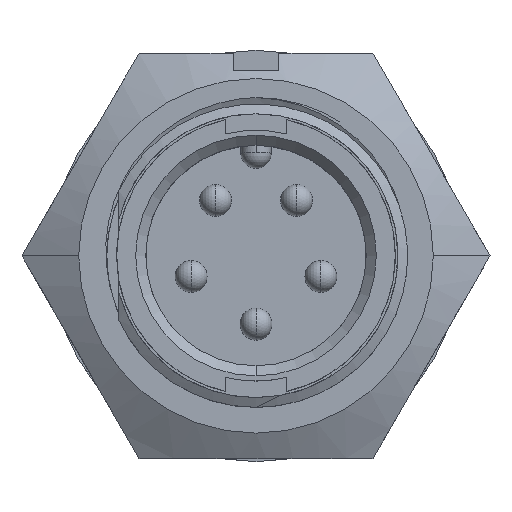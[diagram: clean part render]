
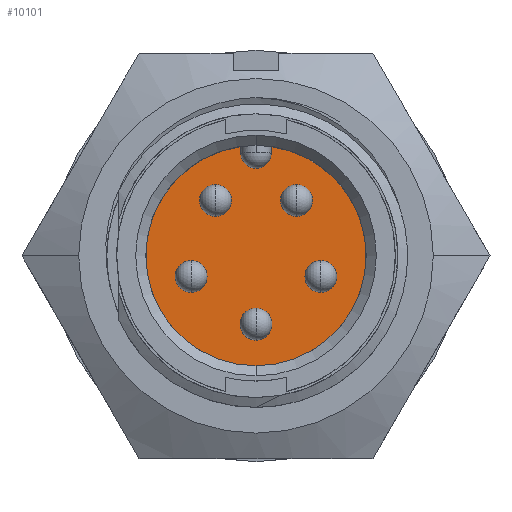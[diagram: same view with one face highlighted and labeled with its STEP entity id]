
A CAD part, top view. The second image highlights one B-rep face of the part: STEP entity #10101.
In plain terms, the highlighted planar face has unit normal (0, 0, 1).
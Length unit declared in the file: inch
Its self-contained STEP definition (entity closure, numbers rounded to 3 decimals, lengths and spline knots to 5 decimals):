
#124 = EDGE_CURVE ( 'NONE', #7105, #7236, #7297, .T. ) ;
#143 = EDGE_CURVE ( 'NONE', #7135, #7176, #6585, .T. ) ;
#156 = EDGE_CURVE ( 'NONE', #7059, #7181, #7660, .T. ) ;
#367 = CARTESIAN_POINT ( 'NONE',  ( 0., -0.135, -0.3 ) ) ;
#368 = DIRECTION ( 'NONE',  ( 0., 0., 1. ) ) ;
#369 = DIRECTION ( 'NONE',  ( 1., 0., 0. ) ) ;
#394 = CARTESIAN_POINT ( 'NONE',  ( 0., 0.2025, -0.3 ) ) ;
#395 = DIRECTION ( 'NONE',  ( 0., 0., -1. ) ) ;
#396 = DIRECTION ( 'NONE',  ( 1., 0., 0. ) ) ;
#5057 = PLANE ( 'NONE',  #11145 ) ;
#5058 = CARTESIAN_POINT ( 'NONE',  ( 0., 0.2025, -0.3 ) ) ;
#5059 = DIRECTION ( 'NONE',  ( 0., 0., 1. ) ) ;
#5060 = DIRECTION ( 'NONE',  ( 1., 0., 0. ) ) ;
#6585 = CIRCLE ( 'NONE', #7657, 0.0315 ) ;
#7044 = EDGE_LOOP ( 'NONE', ( #7991, #7900, #7792, #7765, #7823 ) ) ;
#7047 = VERTEX_POINT ( 'NONE', #9286 ) ;
#7059 = VERTEX_POINT ( 'NONE', #9296 ) ;
#7061 = VERTEX_POINT ( 'NONE', #9298 ) ;
#7070 = VERTEX_POINT ( 'NONE', #9306 ) ;
#7072 = VERTEX_POINT ( 'NONE', #9308 ) ;
#7097 = VERTEX_POINT ( 'NONE', #9332 ) ;
#7105 = VERTEX_POINT ( 'NONE', #9338 ) ;
#7135 = VERTEX_POINT ( 'NONE', #9365 ) ;
#7164 = VERTEX_POINT ( 'NONE', #9390 ) ;
#7176 = VERTEX_POINT ( 'NONE', #9398 ) ;
#7181 = VERTEX_POINT ( 'NONE', #9402 ) ;
#7236 = VERTEX_POINT ( 'NONE', #9449 ) ;
#7290 = AXIS2_PLACEMENT_3D ( 'NONE', #12322, #12323, #12324 ) ;
#7297 = CIRCLE ( 'NONE', #7290, 0.0315 ) ;
#7374 = VECTOR ( 'NONE', #9797, 39.37008 ) ;
#7389 = VECTOR ( 'NONE', #9881, 39.37008 ) ;
#7402 = CIRCLE ( 'NONE', #7414, 0.0315 ) ;
#7406 = CIRCLE ( 'NONE', #7408, 0.0315 ) ;
#7408 = AXIS2_PLACEMENT_3D ( 'NONE', #9941, #9942, #9943 ) ;
#7414 = AXIS2_PLACEMENT_3D ( 'NONE', #10159, #10160, #10161 ) ;
#7415 = CIRCLE ( 'NONE', #7416, 0.0315 ) ;
#7416 = AXIS2_PLACEMENT_3D ( 'NONE', #10184, #10185, #10186 ) ;
#7418 = CIRCLE ( 'NONE', #7420, 0.2175 ) ;
#7420 = AXIS2_PLACEMENT_3D ( 'NONE', #10201, #10202, #10203 ) ;
#7425 = CIRCLE ( 'NONE', #7426, 0.0315 ) ;
#7426 = AXIS2_PLACEMENT_3D ( 'NONE', #10220, #10221, #10222 ) ;
#7445 = CIRCLE ( 'NONE', #7447, 0.0315 ) ;
#7447 = AXIS2_PLACEMENT_3D ( 'NONE', #10308, #10309, #10310 ) ;
#7466 = CIRCLE ( 'NONE', #7467, 0.2175 ) ;
#7467 = AXIS2_PLACEMENT_3D ( 'NONE', #10348, #10349, #10350 ) ;
#7565 = CIRCLE ( 'NONE', #7569, 0.0315 ) ;
#7569 = AXIS2_PLACEMENT_3D ( 'NONE', #10733, #10734, #10735 ) ;
#7657 = AXIS2_PLACEMENT_3D ( 'NONE', #9032, #9033, #9034 ) ;
#7660 = CIRCLE ( 'NONE', #8310, 0.0315 ) ;
#7676 = VERTEX_POINT ( 'NONE', #9457 ) ;
#7691 = VERTEX_POINT ( 'NONE', #9460 ) ;
#7712 = ORIENTED_EDGE ( 'NONE', *, *, #8525, .F. ) ;
#7738 = ORIENTED_EDGE ( 'NONE', *, *, #8514, .F. ) ;
#7760 = ORIENTED_EDGE ( 'NONE', *, *, #124, .F. ) ;
#7765 = ORIENTED_EDGE ( 'NONE', *, *, #8560, .T. ) ;
#7769 = ORIENTED_EDGE ( 'NONE', *, *, #8503, .F. ) ;
#7789 = ORIENTED_EDGE ( 'NONE', *, *, #156, .F. ) ;
#7792 = ORIENTED_EDGE ( 'NONE', *, *, #8519, .T. ) ;
#7823 = ORIENTED_EDGE ( 'NONE', *, *, #8483, .T. ) ;
#7826 = VERTEX_POINT ( 'NONE', #9504 ) ;
#7846 = ORIENTED_EDGE ( 'NONE', *, *, #8545, .F. ) ;
#7880 = ORIENTED_EDGE ( 'NONE', *, *, #143, .F. ) ;
#7900 = ORIENTED_EDGE ( 'NONE', *, *, #8464, .T. ) ;
#7905 = ORIENTED_EDGE ( 'NONE', *, *, #8511, .F. ) ;
#7991 = ORIENTED_EDGE ( 'NONE', *, *, #8778, .T. ) ;
#8008 = ORIENTED_EDGE ( 'NONE', *, *, #8668, .F. ) ;
#8121 = ORIENTED_EDGE ( 'NONE', *, *, #8773, .F. ) ;
#8310 = AXIS2_PLACEMENT_3D ( 'NONE', #9074, #9075, #9076 ) ;
#8359 = EDGE_LOOP ( 'NONE', ( #7846, #7760 ) ) ;
#8361 = EDGE_LOOP ( 'NONE', ( #7905, #7769 ) ) ;
#8370 = EDGE_LOOP ( 'NONE', ( #8008, #7880 ) ) ;
#8414 = EDGE_LOOP ( 'NONE', ( #7738, #7789 ) ) ;
#8464 = EDGE_CURVE ( 'NONE', #7691, #7061, #11660, .T. ) ;
#8483 = EDGE_CURVE ( 'NONE', #7826, #7676, #11547, .T. ) ;
#8503 = EDGE_CURVE ( 'NONE', #7097, #7047, #7406, .T. ) ;
#8511 = EDGE_CURVE ( 'NONE', #7047, #7097, #7402, .T. ) ;
#8514 = EDGE_CURVE ( 'NONE', #7181, #7059, #7415, .T. ) ;
#8519 = EDGE_CURVE ( 'NONE', #7061, #7072, #7418, .T. ) ;
#8525 = EDGE_CURVE ( 'NONE', #7070, #7164, #7425, .T. ) ;
#8545 = EDGE_CURVE ( 'NONE', #7236, #7105, #7445, .T. ) ;
#8560 = EDGE_CURVE ( 'NONE', #7072, #7826, #7466, .T. ) ;
#8668 = EDGE_CURVE ( 'NONE', #7176, #7135, #7565, .T. ) ;
#8773 = EDGE_CURVE ( 'NONE', #7164, #7070, #11089, .T. ) ;
#8778 = EDGE_CURVE ( 'NONE', #7676, #7691, #11092, .T. ) ;
#9032 = CARTESIAN_POINT ( 'NONE',  ( -0.08, 0.109, -0.3 ) ) ;
#9033 = DIRECTION ( 'NONE',  ( 0., 0., 1. ) ) ;
#9034 = DIRECTION ( 'NONE',  ( 1., 0., 0. ) ) ;
#9074 = CARTESIAN_POINT ( 'NONE',  ( 0.08, 0.109, -0.3 ) ) ;
#9075 = DIRECTION ( 'NONE',  ( 0., 0., 1. ) ) ;
#9076 = DIRECTION ( 'NONE',  ( 1., 0., 0. ) ) ;
#9286 = CARTESIAN_POINT ( 'NONE',  ( 0.1595, -0.041, -0.3 ) ) ;
#9296 = CARTESIAN_POINT ( 'NONE',  ( 0.0485, 0.109, -0.3 ) ) ;
#9298 = CARTESIAN_POINT ( 'NONE',  ( -0.03, 0.21542, -0.3 ) ) ;
#9306 = CARTESIAN_POINT ( 'NONE',  ( -0.0315, -0.135, -0.3 ) ) ;
#9308 = CARTESIAN_POINT ( 'NONE',  ( 0., -0.2175, -0.3 ) ) ;
#9332 = CARTESIAN_POINT ( 'NONE',  ( 0.0965, -0.041, -0.3 ) ) ;
#9338 = CARTESIAN_POINT ( 'NONE',  ( -0.1595, -0.041, -0.3 ) ) ;
#9365 = CARTESIAN_POINT ( 'NONE',  ( -0.1115, 0.109, -0.3 ) ) ;
#9390 = CARTESIAN_POINT ( 'NONE',  ( 0.0315, -0.135, -0.3 ) ) ;
#9398 = CARTESIAN_POINT ( 'NONE',  ( -0.0485, 0.109, -0.3 ) ) ;
#9402 = CARTESIAN_POINT ( 'NONE',  ( 0.1115, 0.109, -0.3 ) ) ;
#9449 = CARTESIAN_POINT ( 'NONE',  ( -0.0965, -0.041, -0.3 ) ) ;
#9457 = CARTESIAN_POINT ( 'NONE',  ( 0.03, 0.2025, -0.3 ) ) ;
#9460 = CARTESIAN_POINT ( 'NONE',  ( -0.03, 0.2025, -0.3 ) ) ;
#9504 = CARTESIAN_POINT ( 'NONE',  ( 0.03, 0.21542, -0.3 ) ) ;
#9796 = CARTESIAN_POINT ( 'NONE',  ( -0.03, 0.2025, -0.3 ) ) ;
#9797 = DIRECTION ( 'NONE',  ( 0., 1., 0. ) ) ;
#9880 = CARTESIAN_POINT ( 'NONE',  ( 0.03, 0.21542, -0.3 ) ) ;
#9881 = DIRECTION ( 'NONE',  ( 0., -1., 0. ) ) ;
#9941 = CARTESIAN_POINT ( 'NONE',  ( 0.128, -0.041, -0.3 ) ) ;
#9942 = DIRECTION ( 'NONE',  ( 0., 0., 1. ) ) ;
#9943 = DIRECTION ( 'NONE',  ( 1., 0., 0. ) ) ;
#10101 = ADVANCED_FACE ( 'NONE', ( #11467, #11468, #11469, #11470, #11471, #11466 ), #5057, .T. ) ;
#10159 = CARTESIAN_POINT ( 'NONE',  ( 0.128, -0.041, -0.3 ) ) ;
#10160 = DIRECTION ( 'NONE',  ( 0., 0., 1. ) ) ;
#10161 = DIRECTION ( 'NONE',  ( 1., 0., 0. ) ) ;
#10184 = CARTESIAN_POINT ( 'NONE',  ( 0.08, 0.109, -0.3 ) ) ;
#10185 = DIRECTION ( 'NONE',  ( 0., 0., 1. ) ) ;
#10186 = DIRECTION ( 'NONE',  ( 1., 0., 0. ) ) ;
#10201 = CARTESIAN_POINT ( 'NONE',  ( 0., 0., -0.3 ) ) ;
#10202 = DIRECTION ( 'NONE',  ( 0., 0., 1. ) ) ;
#10203 = DIRECTION ( 'NONE',  ( 1., 0., 0. ) ) ;
#10220 = CARTESIAN_POINT ( 'NONE',  ( 0., -0.135, -0.3 ) ) ;
#10221 = DIRECTION ( 'NONE',  ( 0., 0., 1. ) ) ;
#10222 = DIRECTION ( 'NONE',  ( 1., 0., 0. ) ) ;
#10308 = CARTESIAN_POINT ( 'NONE',  ( -0.128, -0.041, -0.3 ) ) ;
#10309 = DIRECTION ( 'NONE',  ( 0., 0., 1. ) ) ;
#10310 = DIRECTION ( 'NONE',  ( 1., 0., 0. ) ) ;
#10348 = CARTESIAN_POINT ( 'NONE',  ( 0., 0., -0.3 ) ) ;
#10349 = DIRECTION ( 'NONE',  ( 0., 0., 1. ) ) ;
#10350 = DIRECTION ( 'NONE',  ( 1., 0., 0. ) ) ;
#10733 = CARTESIAN_POINT ( 'NONE',  ( -0.08, 0.109, -0.3 ) ) ;
#10734 = DIRECTION ( 'NONE',  ( 0., 0., 1. ) ) ;
#10735 = DIRECTION ( 'NONE',  ( 1., 0., 0. ) ) ;
#11089 = CIRCLE ( 'NONE', #11090, 0.0315 ) ;
#11090 = AXIS2_PLACEMENT_3D ( 'NONE', #367, #368, #369 ) ;
#11092 = CIRCLE ( 'NONE', #11094, 0.03 ) ;
#11094 = AXIS2_PLACEMENT_3D ( 'NONE', #394, #395, #396 ) ;
#11145 = AXIS2_PLACEMENT_3D ( 'NONE', #5058, #5059, #5060 ) ;
#11466 = FACE_BOUND ( 'NONE', #8414, .T. ) ;
#11467 = FACE_BOUND ( 'NONE', #11823, .T. ) ;
#11468 = FACE_BOUND ( 'NONE', #8361, .T. ) ;
#11469 = FACE_OUTER_BOUND ( 'NONE', #7044, .T. ) ;
#11470 = FACE_BOUND ( 'NONE', #8370, .T. ) ;
#11471 = FACE_BOUND ( 'NONE', #8359, .T. ) ;
#11547 = LINE ( 'NONE', #9880, #7389 ) ;
#11660 = LINE ( 'NONE', #9796, #7374 ) ;
#11823 = EDGE_LOOP ( 'NONE', ( #8121, #7712 ) ) ;
#12322 = CARTESIAN_POINT ( 'NONE',  ( -0.128, -0.041, -0.3 ) ) ;
#12323 = DIRECTION ( 'NONE',  ( 0., 0., 1. ) ) ;
#12324 = DIRECTION ( 'NONE',  ( 1., 0., 0. ) ) ;
